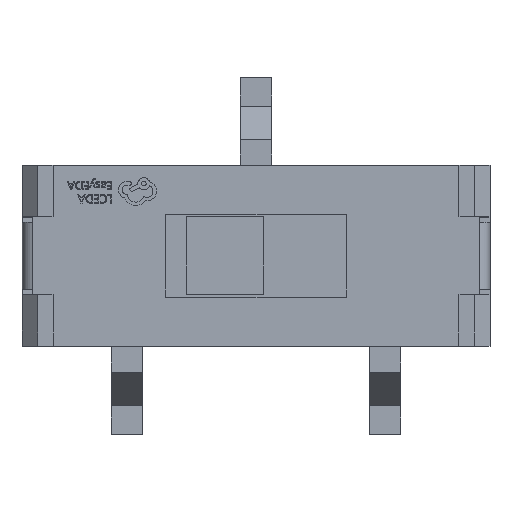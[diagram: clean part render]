
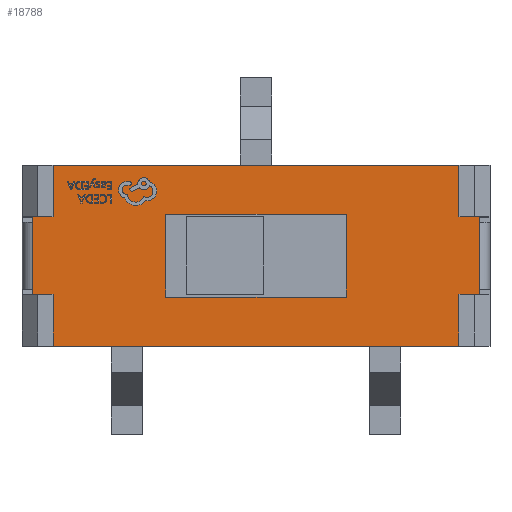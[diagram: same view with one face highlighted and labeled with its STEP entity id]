
A CAD part, top view. The second image highlights one B-rep face of the part: STEP entity #18788.
In plain terms, the highlighted planar face has unit normal (0, 0, 1).
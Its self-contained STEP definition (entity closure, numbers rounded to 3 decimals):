
#11 = EDGE_CURVE ( 'NONE', #2495, #16589, #5953, .T. ) ;
#31 = ORIENTED_EDGE ( 'NONE', *, *, #13292, .F. ) ;
#39 = LINE ( 'NONE', #7234, #7137 ) ;
#52 = CARTESIAN_POINT ( 'NONE',  ( 1.75, -0.8, 0. ) ) ;
#188 = ORIENTED_EDGE ( 'NONE', *, *, #6928, .T. ) ;
#251 = ORIENTED_EDGE ( 'NONE', *, *, #7809, .T. ) ;
#417 = VERTEX_POINT ( 'NONE', #18790 ) ;
#461 = ORIENTED_EDGE ( 'NONE', *, *, #19211, .T. ) ;
#530 = LINE ( 'NONE', #21869, #5143 ) ;
#688 = AXIS2_PLACEMENT_3D ( 'NONE', #21676, #9433, #18409 ) ;
#703 = VERTEX_POINT ( 'NONE', #17033 ) ;
#1104 = CARTESIAN_POINT ( 'NONE',  ( -1.75, 0.8, 0. ) ) ;
#1153 = EDGE_CURVE ( 'NONE', #703, #2393, #14864, .T. ) ;
#1417 = DIRECTION ( 'NONE',  ( 0., 1., 0. ) ) ;
#1507 = EDGE_CURVE ( 'NONE', #6097, #417, #2968, .T. ) ;
#1889 = VERTEX_POINT ( 'NONE', #12750 ) ;
#1938 = EDGE_LOOP ( 'NONE', ( #18518, #3046, #20444, #31 ) ) ;
#2029 = EDGE_CURVE ( 'NONE', #1889, #2495, #6950, .T. ) ;
#2092 = CARTESIAN_POINT ( 'NONE',  ( 4.325, 0.75, 0. ) ) ;
#2099 = EDGE_CURVE ( 'NONE', #8787, #16907, #16772, .T. ) ;
#2393 = VERTEX_POINT ( 'NONE', #14206 ) ;
#2495 = VERTEX_POINT ( 'NONE', #10870 ) ;
#2692 = ORIENTED_EDGE ( 'NONE', *, *, #5118, .T. ) ;
#2905 = DIRECTION ( 'NONE',  ( -1., 0., 0. ) ) ;
#2968 = LINE ( 'NONE', #13790, #17518 ) ;
#3046 = ORIENTED_EDGE ( 'NONE', *, *, #11, .F. ) ;
#3141 = CARTESIAN_POINT ( 'NONE',  ( -4.325, -0.75, 0. ) ) ;
#3925 = CARTESIAN_POINT ( 'NONE',  ( 3.925, 0.75, 0. ) ) ;
#4025 = VECTOR ( 'NONE', #16002, 1000. ) ;
#4345 = CARTESIAN_POINT ( 'NONE',  ( -3.925, 1.75, 0. ) ) ;
#4548 = LINE ( 'NONE', #17109, #10589 ) ;
#4655 = LINE ( 'NONE', #1104, #11189 ) ;
#5059 = VERTEX_POINT ( 'NONE', #23053 ) ;
#5118 = EDGE_CURVE ( 'NONE', #12273, #11967, #21645, .T. ) ;
#5143 = VECTOR ( 'NONE', #13017, 1000. ) ;
#5953 = LINE ( 'NONE', #18481, #14670 ) ;
#6043 = VECTOR ( 'NONE', #16292, 1000. ) ;
#6054 = ORIENTED_EDGE ( 'NONE', *, *, #10411, .T. ) ;
#6096 = DIRECTION ( 'NONE',  ( -1., 0., 0. ) ) ;
#6097 = VERTEX_POINT ( 'NONE', #2092 ) ;
#6250 = DIRECTION ( 'NONE',  ( -1., 0., 0. ) ) ;
#6265 = VECTOR ( 'NONE', #6732, 1000. ) ;
#6601 = EDGE_CURVE ( 'NONE', #11967, #6097, #6617, .T. ) ;
#6617 = LINE ( 'NONE', #13804, #17234 ) ;
#6732 = DIRECTION ( 'NONE',  ( 0., -1., 0. ) ) ;
#6928 = EDGE_CURVE ( 'NONE', #2393, #10395, #39, .T. ) ;
#6950 = LINE ( 'NONE', #19554, #19132 ) ;
#7131 = DIRECTION ( 'NONE',  ( 1., 0., 0. ) ) ;
#7137 = VECTOR ( 'NONE', #13200, 1000. ) ;
#7192 = FACE_OUTER_BOUND ( 'NONE', #16854, .T. ) ;
#7234 = CARTESIAN_POINT ( 'NONE',  ( -4.325, 0.75, 0. ) ) ;
#7310 = FACE_BOUND ( 'NONE', #1938, .T. ) ;
#7446 = VECTOR ( 'NONE', #21956, 1000. ) ;
#7576 = LINE ( 'NONE', #3925, #22446 ) ;
#7703 = ORIENTED_EDGE ( 'NONE', *, *, #1153, .T. ) ;
#7809 = EDGE_CURVE ( 'NONE', #417, #8787, #7576, .T. ) ;
#8005 = CARTESIAN_POINT ( 'NONE',  ( 3.925, 1.75, 0. ) ) ;
#8039 = EDGE_CURVE ( 'NONE', #15717, #10974, #4548, .T. ) ;
#8787 = VERTEX_POINT ( 'NONE', #8005 ) ;
#9433 = DIRECTION ( 'NONE',  ( 0., 0., 1. ) ) ;
#10395 = VERTEX_POINT ( 'NONE', #3141 ) ;
#10411 = EDGE_CURVE ( 'NONE', #10395, #15717, #12520, .T. ) ;
#10497 = EDGE_CURVE ( 'NONE', #16589, #12076, #18234, .T. ) ;
#10589 = VECTOR ( 'NONE', #15353, 1000. ) ;
#10786 = CARTESIAN_POINT ( 'NONE',  ( -3.925, -1.75, 0. ) ) ;
#10870 = CARTESIAN_POINT ( 'NONE',  ( -1.75, -0.8, 0. ) ) ;
#10974 = VERTEX_POINT ( 'NONE', #10786 ) ;
#11189 = VECTOR ( 'NONE', #2905, 1000. ) ;
#11226 = DIRECTION ( 'NONE',  ( 0., 1., 0. ) ) ;
#11837 = VECTOR ( 'NONE', #7131, 1000. ) ;
#11967 = VERTEX_POINT ( 'NONE', #19107 ) ;
#12076 = VERTEX_POINT ( 'NONE', #14118 ) ;
#12233 = PLANE ( 'NONE',  #688 ) ;
#12273 = VERTEX_POINT ( 'NONE', #19725 ) ;
#12296 = CARTESIAN_POINT ( 'NONE',  ( -4.325, -0.75, 0. ) ) ;
#12332 = DIRECTION ( 'NONE',  ( 0., -1., 0. ) ) ;
#12520 = LINE ( 'NONE', #12296, #11837 ) ;
#12584 = EDGE_CURVE ( 'NONE', #10974, #5059, #21692, .T. ) ;
#12750 = CARTESIAN_POINT ( 'NONE',  ( -1.75, 0.8, 0. ) ) ;
#13017 = DIRECTION ( 'NONE',  ( 0., 1., 0. ) ) ;
#13031 = CARTESIAN_POINT ( 'NONE',  ( 3.925, -0.75, 0. ) ) ;
#13200 = DIRECTION ( 'NONE',  ( 0., -1., 0. ) ) ;
#13292 = EDGE_CURVE ( 'NONE', #12076, #1889, #4655, .T. ) ;
#13790 = CARTESIAN_POINT ( 'NONE',  ( 4.325, 0.75, 0. ) ) ;
#13804 = CARTESIAN_POINT ( 'NONE',  ( 4.325, -0.75, 0. ) ) ;
#14118 = CARTESIAN_POINT ( 'NONE',  ( 1.75, 0.8, 0. ) ) ;
#14178 = ORIENTED_EDGE ( 'NONE', *, *, #17221, .T. ) ;
#14206 = CARTESIAN_POINT ( 'NONE',  ( -4.325, 0.75, 0. ) ) ;
#14670 = VECTOR ( 'NONE', #21748, 1000. ) ;
#14807 = CARTESIAN_POINT ( 'NONE',  ( 3.925, 1.75, 0. ) ) ;
#14836 = ORIENTED_EDGE ( 'NONE', *, *, #6601, .T. ) ;
#14864 = LINE ( 'NONE', #14978, #7446 ) ;
#14978 = CARTESIAN_POINT ( 'NONE',  ( -3.925, 0.75, 0. ) ) ;
#15353 = DIRECTION ( 'NONE',  ( 0., -1., 0. ) ) ;
#15408 = VECTOR ( 'NONE', #6096, 1000. ) ;
#15582 = VECTOR ( 'NONE', #11226, 1000. ) ;
#15717 = VERTEX_POINT ( 'NONE', #19160 ) ;
#16002 = DIRECTION ( 'NONE',  ( 1., 0., 0. ) ) ;
#16224 = DIRECTION ( 'NONE',  ( 0., 1., 0. ) ) ;
#16292 = DIRECTION ( 'NONE',  ( 1., 0., 0. ) ) ;
#16589 = VERTEX_POINT ( 'NONE', #16838 ) ;
#16772 = LINE ( 'NONE', #14807, #15408 ) ;
#16838 = CARTESIAN_POINT ( 'NONE',  ( 1.75, -0.8, 0. ) ) ;
#16854 = EDGE_LOOP ( 'NONE', ( #21830, #461, #7703, #188, #6054, #17086, #19612, #14178, #2692, #14836, #19278, #251 ) ) ;
#16907 = VERTEX_POINT ( 'NONE', #4345 ) ;
#17033 = CARTESIAN_POINT ( 'NONE',  ( -3.925, 0.75, 0. ) ) ;
#17086 = ORIENTED_EDGE ( 'NONE', *, *, #8039, .T. ) ;
#17109 = CARTESIAN_POINT ( 'NONE',  ( -3.925, -0.75, 0. ) ) ;
#17221 = EDGE_CURVE ( 'NONE', #5059, #12273, #530, .T. ) ;
#17234 = VECTOR ( 'NONE', #1417, 1000. ) ;
#17276 = CARTESIAN_POINT ( 'NONE',  ( -3.925, 1.75, 0. ) ) ;
#17518 = VECTOR ( 'NONE', #6250, 1000. ) ;
#18234 = LINE ( 'NONE', #52, #15582 ) ;
#18409 = DIRECTION ( 'NONE',  ( 1., 0., 0. ) ) ;
#18481 = CARTESIAN_POINT ( 'NONE',  ( -1.75, -0.8, 0. ) ) ;
#18518 = ORIENTED_EDGE ( 'NONE', *, *, #10497, .F. ) ;
#18788 = ADVANCED_FACE ( 'NONE', ( #7310, #7192 ), #12233, .T. ) ;
#18790 = CARTESIAN_POINT ( 'NONE',  ( 3.925, 0.75, 0. ) ) ;
#19107 = CARTESIAN_POINT ( 'NONE',  ( 4.325, -0.75, 0. ) ) ;
#19132 = VECTOR ( 'NONE', #12332, 1000. ) ;
#19160 = CARTESIAN_POINT ( 'NONE',  ( -3.925, -0.75, 0. ) ) ;
#19211 = EDGE_CURVE ( 'NONE', #16907, #703, #21090, .T. ) ;
#19278 = ORIENTED_EDGE ( 'NONE', *, *, #1507, .T. ) ;
#19554 = CARTESIAN_POINT ( 'NONE',  ( -1.75, -0.8, 0. ) ) ;
#19612 = ORIENTED_EDGE ( 'NONE', *, *, #12584, .T. ) ;
#19725 = CARTESIAN_POINT ( 'NONE',  ( 3.925, -0.75, 0. ) ) ;
#20444 = ORIENTED_EDGE ( 'NONE', *, *, #2029, .F. ) ;
#21090 = LINE ( 'NONE', #17276, #6265 ) ;
#21230 = CARTESIAN_POINT ( 'NONE',  ( -3.925, -1.75, 0. ) ) ;
#21645 = LINE ( 'NONE', #13031, #6043 ) ;
#21676 = CARTESIAN_POINT ( 'NONE',  ( 0., 0., 0. ) ) ;
#21692 = LINE ( 'NONE', #21230, #4025 ) ;
#21748 = DIRECTION ( 'NONE',  ( 1., 0., 0. ) ) ;
#21830 = ORIENTED_EDGE ( 'NONE', *, *, #2099, .T. ) ;
#21869 = CARTESIAN_POINT ( 'NONE',  ( 3.925, -1.75, 0. ) ) ;
#21956 = DIRECTION ( 'NONE',  ( -1., 0., 0. ) ) ;
#22446 = VECTOR ( 'NONE', #16224, 1000. ) ;
#23053 = CARTESIAN_POINT ( 'NONE',  ( 3.925, -1.75, 0. ) ) ;
